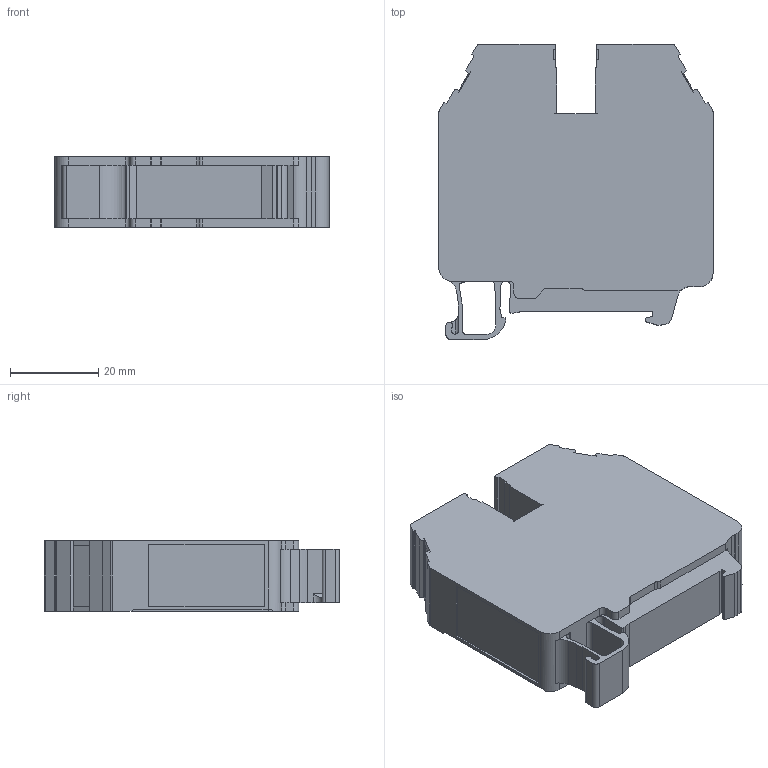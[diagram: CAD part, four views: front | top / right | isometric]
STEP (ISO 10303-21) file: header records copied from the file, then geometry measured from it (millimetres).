
FILE_DESCRIPTION (( 'STEP AP214' ), '1' );
FILE_NAME ('304590_AVK 35 IRDS_Grey.STP', '2014-01-16T14:46:19', ( 'arge' ), ( 'Microsoft' ), 'SwSTEP 2.0', 'SolidWorks 2013', '' );
FILE_SCHEMA (( 'AUTOMOTIVE_DESIGN' ));
Length unit declared in the file: millimetre
Products named in the file (1): 304590_AVK 35 IRDS_Grey
Bounding box: 62 x 66.71 x 16 mm (x, y, z)
Volume: 52084.4 mm3; surface area: 12062.8 mm2
Topology: 1 solids, 1 shells, 221 faces, 656 edges, 439 vertices
Faces by surface type: plane 145, cylinder 73, cone 3
Entity records: 9693 total; most frequent: CARTESIAN_POINT 1371, ORIENTED_EDGE 1312, DIRECTION 1247, EDGE_CURVE 656, VECTOR 481, LINE 481, VERTEX_POINT 439, AXIS2_PLACEMENT_3D 383
